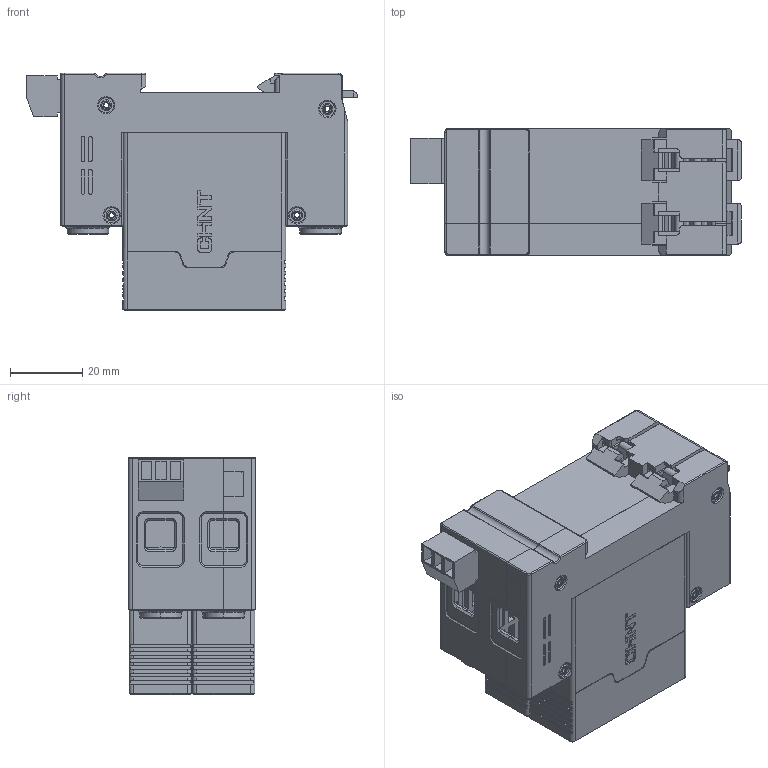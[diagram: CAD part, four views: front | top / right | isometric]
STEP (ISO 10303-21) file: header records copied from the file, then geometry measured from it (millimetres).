
FILE_DESCRIPTION((''),'2;1');
FILE_NAME('NXU-I_II_12_5-2PAND1PN_ASM','2020-08-13T08:01:35',('zxueq'),(''),'CREO PARAMETRIC BY PTC INC, 2018020','CREO PARAMETRIC BY PTC INC, 2018020','');
FILE_SCHEMA(('CONFIG_CONTROL_DESIGN','SHAPE_APPEARANCE_LAYERS_GROUPS'));
Products named in the file (1): NXU-I_II_12_5-2PAND1PN_ASM
Bounding box: 91.4 x 35 x 65.7 mm (x, y, z)
Volume: 25198.6 mm3; surface area: 87134.7 mm2
Topology: 1 solids, 9 shells, 3644 faces, 10203 edges, 6682 vertices
Faces by surface type: plane 2822, cylinder 582, torus 118, cone 94, extrusion 24, sphere 4
Entity records: 142247 total; most frequent: CARTESIAN_POINT 21751, ORIENTED_EDGE 20390, DIRECTION 18866, EDGE_CURVE 10199, VECTOR 8068, LINE 8044, VERTEX_POINT 6682, PRESENTATION_STYLE_ASSIGNMENT 5727
